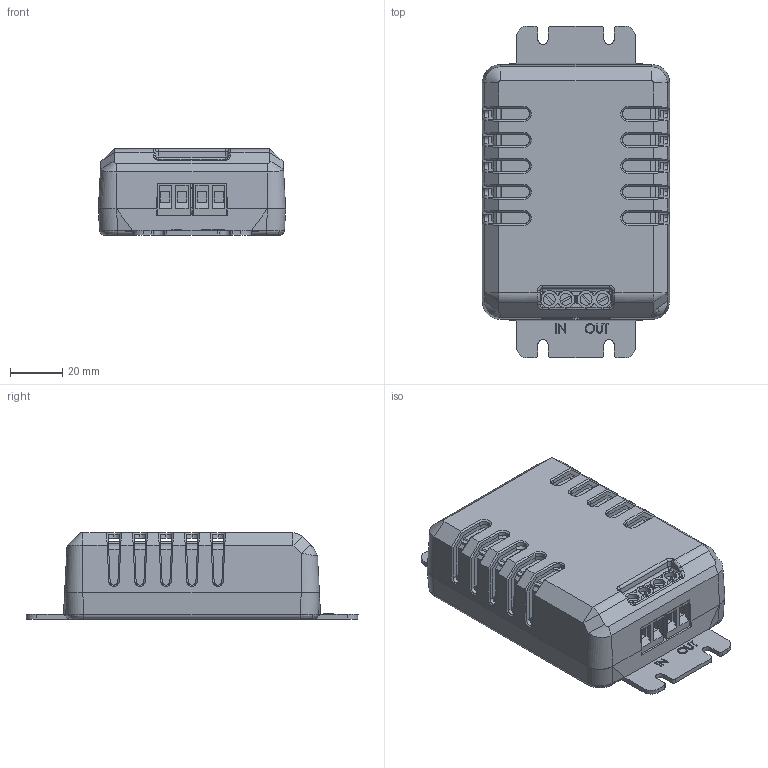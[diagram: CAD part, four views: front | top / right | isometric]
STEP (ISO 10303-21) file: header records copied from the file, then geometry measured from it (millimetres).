
FILE_DESCRIPTION (( 'STEP AP214' ), '1' );
FILE_NAME ('PST-DC2448-3.STEP', '2024-02-16T04:13:51', ( '' ), ( '' ), 'SwSTEP 2.0', 'SolidWorks 2018', '' );
FILE_SCHEMA (( 'AUTOMOTIVE_DESIGN' ));
Length unit declared in the file: millimetre
Products named in the file (4): Case2; PST-DC2448-3; 219-263a; M2.5  Phillips 99461A935
Assembly tree (7 placements, depth 2):
  PST-DC2448-3
    M2.5  Phillips 99461A935  x4
    219-263a  x2
    Case2
Bounding box: 72 x 127.67 x 33.19 mm (x, y, z)
Volume: 112536.4 mm3; surface area: 102691.4 mm2
Topology: 63 solids, 63 shells, 2029 faces, 5365 edges, 3501 vertices
Faces by surface type: plane 1221, cylinder 444, bspline 163, cone 142, sphere 30, torus 29
Entity records: 74160 total; most frequent: CARTESIAN_POINT 31103, ORIENTED_EDGE 8388, DIRECTION 7299, EDGE_CURVE 4194, LINE 2787, VECTOR 2787, VERTEX_POINT 2731, AXIS2_PLACEMENT_3D 2256
